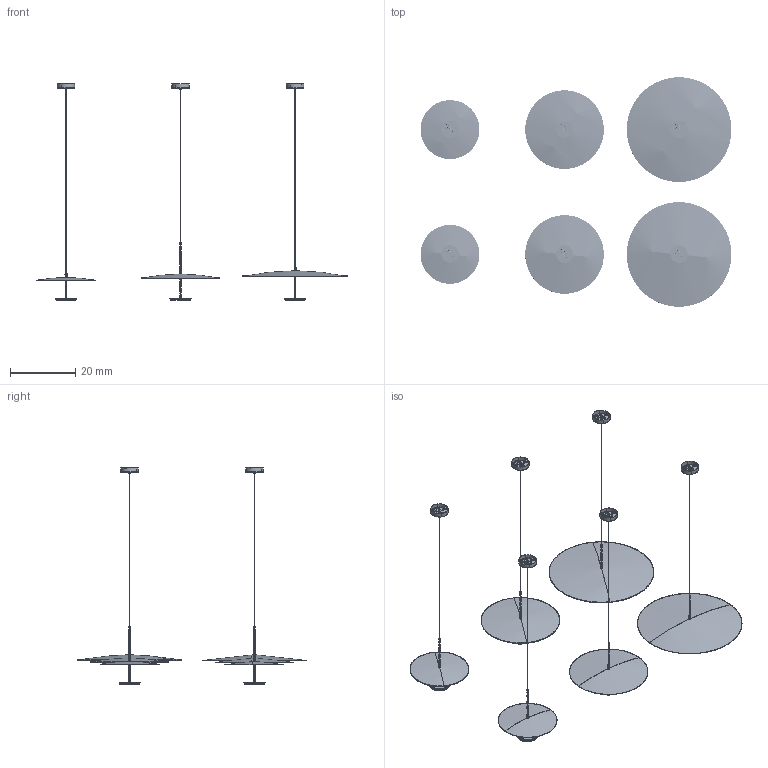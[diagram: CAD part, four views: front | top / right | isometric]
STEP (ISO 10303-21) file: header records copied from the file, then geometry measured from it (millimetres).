
FILE_DESCRIPTION(/* description */ (''),/* implementation_level */ '2;1');
FILE_NAME(/* name */ 'Sky, Dome Families, v1',/* time_stamp */ '2020-10-12T12:02:45-07:00',/* author */ (''),/* organization */ (''),/* preprocessor_version */ 'ST-DEVELOPER v16.5',/* originating_system */ '',/* authorisation */ '');
FILE_SCHEMA (('AUTOMOTIVE_DESIGN'));
Products named in the file (166): Document; Sky Pendant, Shade, Dome, v3_DOME, AL, O32" x 2"; Sky Pendant, Shade, Clamp_2mm51; ULight, Shade, Clamp Assembly, Top_M5 Set Screw10; Sky Pendant, Set Screw, M5x4mm_Sharp Tip6; ULight, Shade, Clamp Assembly, Bottom8; Sky Pendant, Shade, Dome, v3_O18" Dome, Aluminum; Sky Pendant, Shade, Clamp_2mm; ULight, Shade, Clamp Assembly, Bottom; ULight, Shade, Clamp Assembly, Top_M5 Set Screw; Sky Pendant, Set Screw, M5x4mm_Sharp Tip; Sky Pendant, Shade, Dome, v3_DOME, AL, O24 (610mm) x 1.375" x 2mm; Sky Pendant, Shade, Clamp_2mm44; ULight, Shade, Clamp Assembly, Bottom35; ULight, Shade, Clamp Assembly, Top_M5 Set Screw37; Sky Pendant, Set Screw, M5x4mm_Sharp Tip39; SKY Pendant,  Head Cover-LI01___2; Bola, Cable4; Bola Canopy, 2C, Canopy Cover Nut, v249; ULight, Post Extension_17" Post, Smooth47; ULight, Pendant LGP.step; ULight, Pendant Strainrelief.step45; ULight, Pendant , Diffuser Lens Adhesive.step43; ULight, Pendant Diffuser Lower.step41; ULight, Pendant Diffuser Upper.step39; CLO-2003 Cielo Inner Ring.step37; ULight, Pendant , Diffuser Lens Upper.step35; CLO-0511 Cielo Reflector-LI01.step33; ULight, Pendant Head Connector.step31; CLO-2002 Cielo Lens.step29; Bola, Canopy, 2C, Mount Bracket27; _0001.stp50; Block 0125; BOLA_CANOPY_125.stp22; _M6000.stp18; 0-0.stp20; 000.stp16; 0005.stp14; 0.stp12; 0002.stp23 ...
Assembly tree (171 placements, depth 4):
  Document
    Document
      Sky Pendant, Shade, Dome, v3_DOME, AL, O32" x 2"
      Sky Pendant, Shade, Clamp_2mm51
        ULight, Shade, Clamp Assembly, Top_M5 Set Screw10
        Sky Pendant, Set Screw, M5x4mm_Sharp Tip6
        ULight, Shade, Clamp Assembly, Bottom8
      Sky Pendant, Shade, Dome, v3_O18" Dome, Aluminum
      Sky Pendant, Shade, Clamp_2mm
        ULight, Shade, Clamp Assembly, Bottom
        ULight, Shade, Clamp Assembly, Top_M5 Set Screw
        Sky Pendant, Set Screw, M5x4mm_Sharp Tip
      Sky Pendant, Shade, Dome, v3_DOME, AL, O24 (610mm) x 1.375" x 2mm
      Sky Pendant, Shade, Clamp_2mm44
        ULight, Shade, Clamp Assembly, Bottom35
        ULight, Shade, Clamp Assembly, Top_M5 Set Screw37
        Sky Pendant, Set Screw, M5x4mm_Sharp Tip39
      SKY Pendant,  Head Cover-LI01___2
      Bola, Cable4
      Bola Canopy, 2C, Canopy Cover Nut, v249
      ULight, Post Extension_17" Post, Smooth47
      ULight, Pendant LGP.step
      ULight, Pendant Strainrelief.step45
      ULight, Pendant , Diffuser Lens Adhesive.step43
      ULight, Pendant Diffuser Lower.step41
      ULight, Pendant Diffuser Upper.step39
      CLO-2003 Cielo Inner Ring.step37
      ULight, Pendant , Diffuser Lens Upper.step35
      CLO-0511 Cielo Reflector-LI01.step33
      ULight, Pendant Head Connector.step31
      CLO-2002 Cielo Lens.step29
      Bola, Canopy, 2C, Mount Bracket27
      _0001.stp50
        Block 0125
      BOLA_CANOPY_125.stp22
      _M6000.stp18  x2
      0-0.stp20
      000.stp16
      0005.stp14
      0.stp12
      0002.stp23
      SKY Pendant, Head Cover-LI01,PD, 051220___
      Bola, Cable
      Bola Canopy, 2C, Canopy Cover Nut, v2
      ULight, Post Extension_Full Post, 17"
      Bola, Canopy, 2C, Mount Bracket
      0002.stp
      _0001.stp
        Block 012
      BOLA_CANOPY_125.stp
      _M6000.stp  x2
      0-0.stp
      000.stp
      0005.stp
      0.stp
      ULight, Pendant Head Connector.step
      ULight, Pendant LED Board Upper.step
      ULight, Pendant Strainrelief.step
      ULight, Pendant , Diffuser Lens Adhesive.step
      ULight, Pendant Diffuser Lower.step
Bounding box: 94.99 x 70.12 x 66.08 mm (x, y, z)
Volume: 582.2 mm3; surface area: 9402.7 mm2
Topology: 161 solids, 185 shells, 6651 faces, 17103 edges, 10876 vertices
Faces by surface type: plane 3463, bspline 3188
Entity records: 324750 total; most frequent: CARTESIAN_POINT 214783, ORIENTED_EDGE 33108, EDGE_CURVE 16617, B_SPLINE_CURVE_WITH_KNOTS 11954, VERTEX_POINT 10564, EDGE_LOOP 6907, ADVANCED_FACE 6465, FACE_OUTER_BOUND 6465
